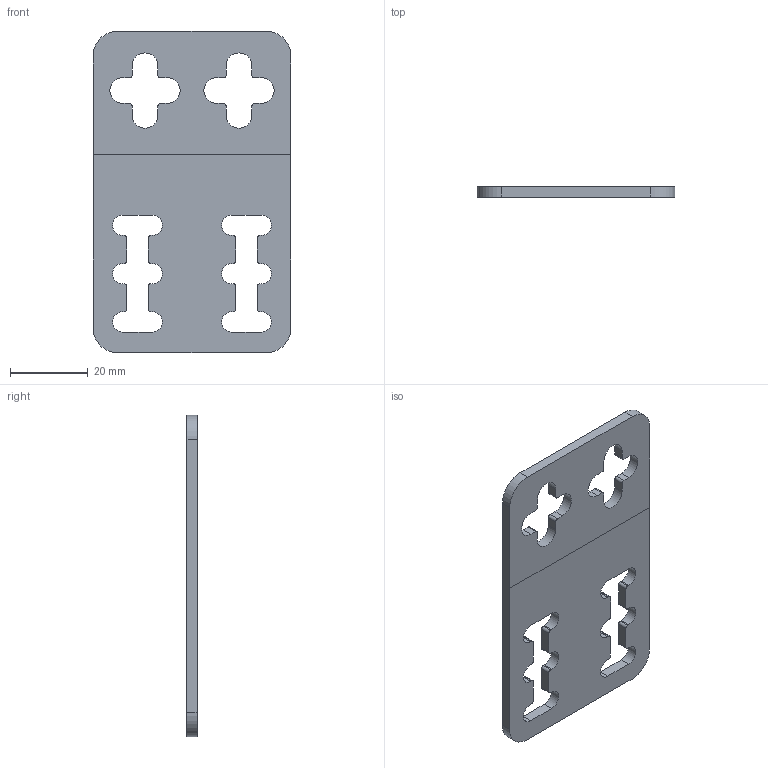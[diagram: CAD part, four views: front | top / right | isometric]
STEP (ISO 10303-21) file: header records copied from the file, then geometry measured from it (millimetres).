
FILE_DESCRIPTION((''),'2;1');
FILE_NAME('141779_SW','2008-08-08T',('banengservice'),('BANNER ENGINEERING'),'PRO/ENGINEER BY PARAMETRIC TECHNOLOGY CORPORATION, 2006170','PRO/ENGINEER BY PARAMETRIC TECHNOLOGY CORPORATION, 2006170','');
FILE_SCHEMA(('CONFIG_CONTROL_DESIGN'));
Length unit declared in the file: inch
Products named in the file (1): 141779_SW
Bounding box: 50.8 x 2.76 x 82.55 mm (x, y, z)
Volume: 8703.9 mm3; surface area: 8068.8 mm2
Topology: 1 solids, 1 shells, 100 faces, 294 edges, 196 vertices
Faces by surface type: plane 52, cylinder 48
Entity records: 3410 total; most frequent: DIRECTION 590, CARTESIAN_POINT 590, ORIENTED_EDGE 588, EDGE_CURVE 294, VECTOR 198, LINE 198, AXIS2_PLACEMENT_3D 196, VERTEX_POINT 196
